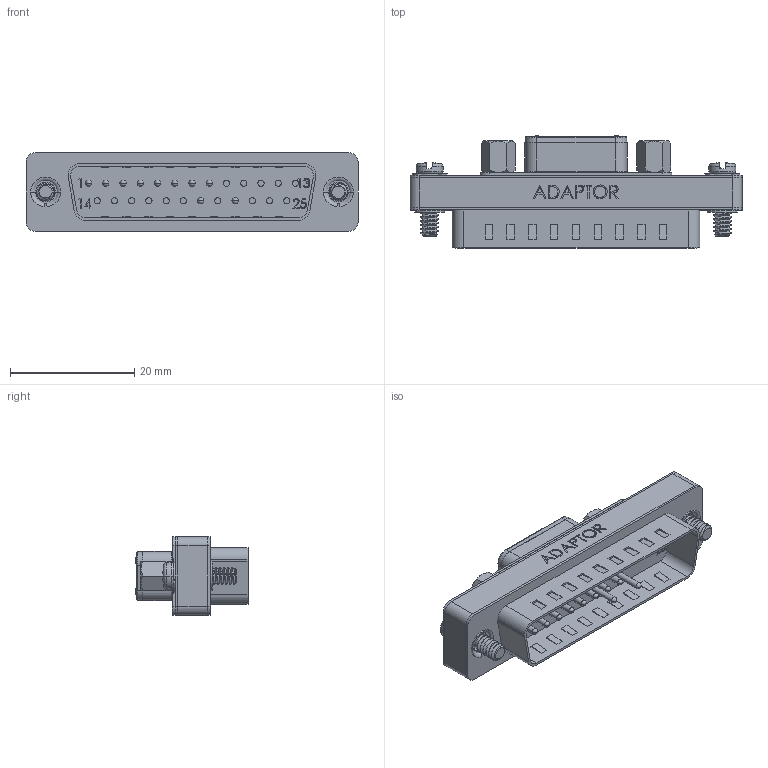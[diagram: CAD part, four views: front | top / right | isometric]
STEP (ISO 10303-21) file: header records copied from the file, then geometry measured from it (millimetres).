
FILE_DESCRIPTION (( 'STEP AP203' ), '1' );
FILE_NAME ('DMA010FM.STEP', '2014-10-03T12:25:03', ( 'x' ), ( '' ), 'SwSTEP 2.0', 'SolidWorks 2014', '' );
FILE_SCHEMA (( 'CONFIG_CONTROL_DESIGN' ));
Length unit declared in the file: millimetre
Products named in the file (6): DMA010FM-MA3_ADAPTOR LOGO; DMA010FM-MA1___; DMA010FM-MA2___; DML015P-MA5_5.1mm; DML015P-MA6; DMA010FM
Assembly tree (7 placements, depth 2):
  DMA010FM
    DMA010FM-MA3_ADAPTOR LOGO
    DMA010FM-MA1___
    DMA010FM-MA2___
    DML015P-MA5_5.1mm  x2
    DML015P-MA6  x2
Bounding box: 53.35 x 18 x 12.65 mm (x, y, z)
Volume: 5077.3 mm3; surface area: 8186.9 mm2
Topology: 8 solids, 8 shells, 1153 faces, 2837 edges, 1785 vertices
Faces by surface type: plane 537, cylinder 263, bspline 165, torus 73, cone 63, sphere 52
Entity records: 37634 total; most frequent: CARTESIAN_POINT 15286, ORIENTED_EDGE 4640, DIRECTION 4095, EDGE_CURVE 2320, VERTEX_POINT 1486, AXIS2_PLACEMENT_3D 1374, LINE 1347, VECTOR 1347
